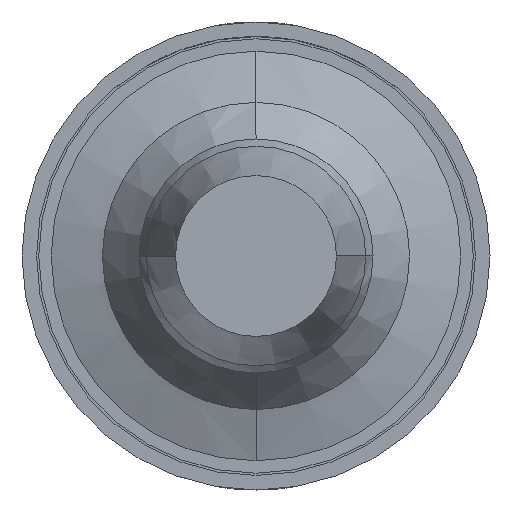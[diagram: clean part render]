
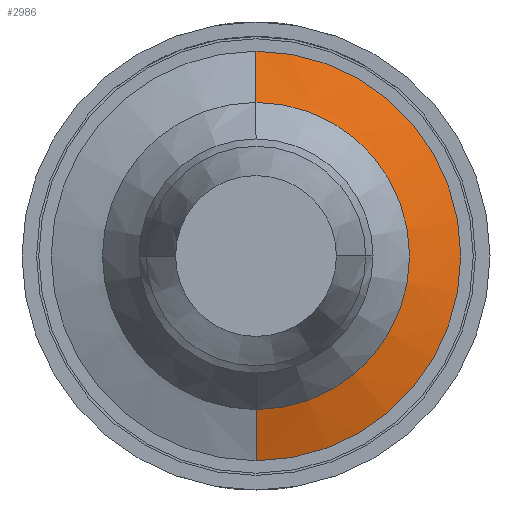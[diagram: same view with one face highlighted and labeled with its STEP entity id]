
A CAD part, front view. The second image highlights one B-rep face of the part: STEP entity #2986.
In plain terms, the highlighted conical face has half-angle 71.565 degrees and reference radius 0.8 mm.
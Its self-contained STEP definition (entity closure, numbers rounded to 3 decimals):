
#240 = CARTESIAN_POINT ( 'NONE',  ( 0., -41.6, -0.8 ) ) ;
#276 = VERTEX_POINT ( 'NONE', #3460 ) ;
#341 = EDGE_CURVE ( 'Defeature ausgef�hrt1_32+Defeature ausgef�hrt1_31+Defeature ausgef�hrt1_31+Defeature ausgef�hrt1_31', #5587, #6082, #5170, .T. ) ;
#487 = DIRECTION ( 'NONE',  ( 0., 0., -1. ) ) ;
#692 = DIRECTION ( 'NONE',  ( 0., 0.316, -0.949 ) ) ;
#773 = EDGE_CURVE ( 'NONE', #276, #5587, #1217, .T. ) ;
#904 = EDGE_LOOP ( 'NONE', ( #3473, #1431, #1408, #3498 ) ) ;
#1217 = LINE ( 'NONE', #2349, #3964 ) ;
#1359 = VECTOR ( 'NONE', #692, 1000. ) ;
#1408 = ORIENTED_EDGE ( 'NONE', *, *, #3065, .T. ) ;
#1410 = EDGE_CURVE ( 'Defeature ausgef�hrt1_31+Defeature ausgef�hrt1_30+Defeature ausgef�hrt1_30+Defeature ausgef�hrt1_30', #276, #3786, #6451, .T. ) ;
#1431 = ORIENTED_EDGE ( 'NONE', *, *, #1410, .T. ) ;
#1755 = CARTESIAN_POINT ( 'NONE',  ( 0., -41.6, 0. ) ) ;
#1939 = CONICAL_SURFACE ( 'NONE', #2489, 0.8, 1.249 ) ;
#2349 = CARTESIAN_POINT ( 'NONE',  ( 0., -41.6, 0.8 ) ) ;
#2489 = AXIS2_PLACEMENT_3D ( 'NONE', #4672, #2645, #4694 ) ;
#2563 = FACE_OUTER_BOUND ( 'NONE', #904, .T. ) ;
#2645 = DIRECTION ( 'NONE',  ( 0., 1., 0. ) ) ;
#2743 = CARTESIAN_POINT ( 'NONE',  ( 0., -41.4, -1.4 ) ) ;
#2752 = AXIS2_PLACEMENT_3D ( 'NONE', #4516, #5591, #487 ) ;
#2986 = ADVANCED_FACE ( 'Defeature ausgef�hrt1_31', ( #2563 ), #1939, .T. ) ;
#3065 = EDGE_CURVE ( 'NONE', #3786, #6082, #4164, .T. ) ;
#3460 = CARTESIAN_POINT ( 'NONE',  ( 0., -41.6, 0.8 ) ) ;
#3473 = ORIENTED_EDGE ( 'NONE', *, *, #773, .F. ) ;
#3498 = ORIENTED_EDGE ( 'NONE', *, *, #341, .F. ) ;
#3786 = VERTEX_POINT ( 'NONE', #4044 ) ;
#3964 = VECTOR ( 'NONE', #4335, 1000. ) ;
#4044 = CARTESIAN_POINT ( 'NONE',  ( 0., -41.6, -0.8 ) ) ;
#4164 = LINE ( 'NONE', #240, #1359 ) ;
#4335 = DIRECTION ( 'NONE',  ( 0., 0.316, 0.949 ) ) ;
#4516 = CARTESIAN_POINT ( 'NONE',  ( 0., -41.4, 0. ) ) ;
#4672 = CARTESIAN_POINT ( 'NONE',  ( 0., -41.6, 0. ) ) ;
#4694 = DIRECTION ( 'NONE',  ( 0., 0., -1. ) ) ;
#4838 = DIRECTION ( 'NONE',  ( 0., 1., 0. ) ) ;
#4850 = CARTESIAN_POINT ( 'NONE',  ( 0., -41.4, 1.4 ) ) ;
#5170 = CIRCLE ( 'NONE', #2752, 1.4 ) ;
#5319 = DIRECTION ( 'NONE',  ( 0., 0., -1. ) ) ;
#5587 = VERTEX_POINT ( 'NONE', #4850 ) ;
#5591 = DIRECTION ( 'NONE',  ( 0., 1., 0. ) ) ;
#6082 = VERTEX_POINT ( 'NONE', #2743 ) ;
#6210 = AXIS2_PLACEMENT_3D ( 'NONE', #1755, #4838, #5319 ) ;
#6451 = CIRCLE ( 'NONE', #6210, 0.8 ) ;
